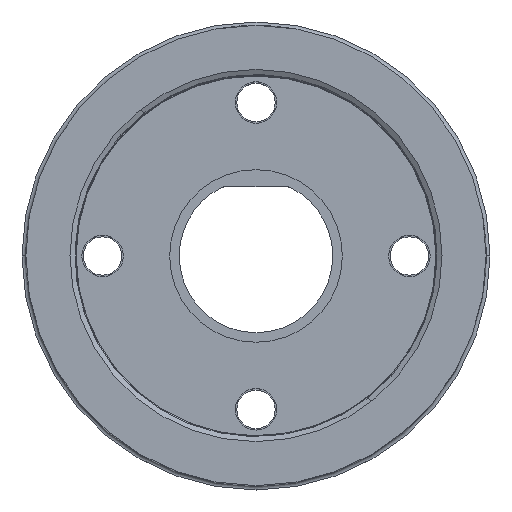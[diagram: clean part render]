
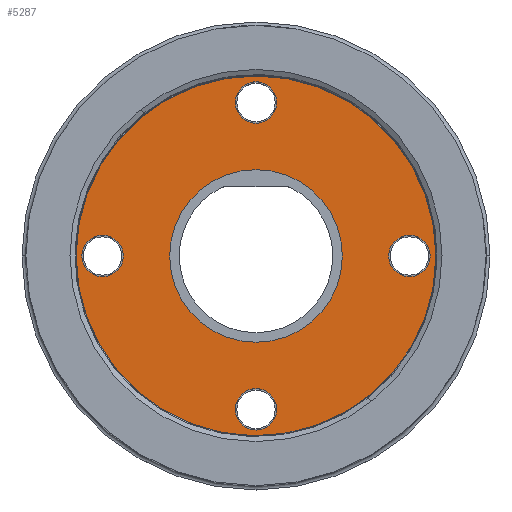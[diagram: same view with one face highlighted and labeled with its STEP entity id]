
A CAD part, top view. The second image highlights one B-rep face of the part: STEP entity #5287.
In plain terms, the highlighted planar face has unit normal (0, 0, 1).
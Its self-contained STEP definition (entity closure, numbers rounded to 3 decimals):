
#38 = DIRECTION ( 'NONE',  ( 0., 0., -1. ) ) ;
#104 = EDGE_CURVE ( 'NONE', #11172, #15305, #9668, .T. ) ;
#307 = EDGE_LOOP ( 'NONE', ( #1580, #3331 ) ) ;
#987 = CARTESIAN_POINT ( 'NONE',  ( -25.5, 0., 3. ) ) ;
#1029 = EDGE_CURVE ( 'NONE', #1395, #17604, #15496, .T. ) ;
#1336 = AXIS2_PLACEMENT_3D ( 'NONE', #5582, #15989, #18880 ) ;
#1395 = VERTEX_POINT ( 'NONE', #11636 ) ;
#1468 = CARTESIAN_POINT ( 'NONE',  ( 22.7, 0., 3. ) ) ;
#1492 = ORIENTED_EDGE ( 'NONE', *, *, #2495, .T. ) ;
#1556 = VERTEX_POINT ( 'NONE', #10311 ) ;
#1580 = ORIENTED_EDGE ( 'NONE', *, *, #5130, .T. ) ;
#1655 = DIRECTION ( 'NONE',  ( 1., 0., 0. ) ) ;
#1874 = CIRCLE ( 'NONE', #4505, 2.7 ) ;
#1926 = DIRECTION ( 'NONE',  ( 0., 0., 1. ) ) ;
#2070 = FACE_OUTER_BOUND ( 'NONE', #6807, .T. ) ;
#2090 = VERTEX_POINT ( 'NONE', #14574 ) ;
#2328 = AXIS2_PLACEMENT_3D ( 'NONE', #15668, #6615, #6743 ) ;
#2495 = EDGE_CURVE ( 'NONE', #15305, #11172, #8491, .T. ) ;
#2767 = ORIENTED_EDGE ( 'NONE', *, *, #5558, .T. ) ;
#2820 = CARTESIAN_POINT ( 'NONE',  ( 2.7, -20., 3. ) ) ;
#2977 = EDGE_LOOP ( 'NONE', ( #3046, #10273 ) ) ;
#3046 = ORIENTED_EDGE ( 'NONE', *, *, #6634, .T. ) ;
#3211 = FACE_BOUND ( 'NONE', #11821, .T. ) ;
#3315 = ORIENTED_EDGE ( 'NONE', *, *, #4211, .T. ) ;
#3321 = CARTESIAN_POINT ( 'NONE',  ( -2.7, -20., 3. ) ) ;
#3331 = ORIENTED_EDGE ( 'NONE', *, *, #12377, .T. ) ;
#3440 = DIRECTION ( 'NONE',  ( 0., 0., 1. ) ) ;
#3909 = CARTESIAN_POINT ( 'NONE',  ( 0., 20., 3. ) ) ;
#3925 = CIRCLE ( 'NONE', #6691, 2.7 ) ;
#4211 = EDGE_CURVE ( 'NONE', #9503, #9313, #1874, .T. ) ;
#4311 = EDGE_LOOP ( 'NONE', ( #2767, #15000 ) ) ;
#4505 = AXIS2_PLACEMENT_3D ( 'NONE', #14405, #6963, #9931 ) ;
#4655 = CARTESIAN_POINT ( 'NONE',  ( 0., 20., 3. ) ) ;
#5061 = CARTESIAN_POINT ( 'NONE',  ( 0., 0., 3. ) ) ;
#5130 = EDGE_CURVE ( 'NONE', #7473, #8346, #18361, .T. ) ;
#5264 = ORIENTED_EDGE ( 'NONE', *, *, #1029, .F. ) ;
#5287 = ADVANCED_FACE ( 'NONE', ( #16283, #2070, #3211, #16952, #17882, #10901 ), #8504, .T. ) ;
#5305 = EDGE_LOOP ( 'NONE', ( #5399, #5264 ) ) ;
#5347 = ORIENTED_EDGE ( 'NONE', *, *, #5573, .T. ) ;
#5363 = AXIS2_PLACEMENT_3D ( 'NONE', #10855, #3440, #16838 ) ;
#5399 = ORIENTED_EDGE ( 'NONE', *, *, #18087, .F. ) ;
#5558 = EDGE_CURVE ( 'NONE', #16627, #16920, #15577, .T. ) ;
#5573 = EDGE_CURVE ( 'NONE', #9313, #9503, #3925, .T. ) ;
#5582 = CARTESIAN_POINT ( 'NONE',  ( 0., 0., 3. ) ) ;
#6009 = CARTESIAN_POINT ( 'NONE',  ( 20., 0., 3. ) ) ;
#6102 = CARTESIAN_POINT ( 'NONE',  ( 25.5, 0., 3. ) ) ;
#6231 = AXIS2_PLACEMENT_3D ( 'NONE', #6009, #14939, #13370 ) ;
#6295 = DIRECTION ( 'NONE',  ( 0., 0., -1. ) ) ;
#6615 = DIRECTION ( 'NONE',  ( 0., 0., -1. ) ) ;
#6634 = EDGE_CURVE ( 'NONE', #2090, #1556, #17492, .T. ) ;
#6691 = AXIS2_PLACEMENT_3D ( 'NONE', #13511, #16484, #10799 ) ;
#6743 = DIRECTION ( 'NONE',  ( 1., 0., 0. ) ) ;
#6807 = EDGE_LOOP ( 'NONE', ( #19168, #1492 ) ) ;
#6963 = DIRECTION ( 'NONE',  ( 0., 0., -1. ) ) ;
#7081 = AXIS2_PLACEMENT_3D ( 'NONE', #7374, #11707, #8904 ) ;
#7374 = CARTESIAN_POINT ( 'NONE',  ( 0., 0., 3. ) ) ;
#7473 = VERTEX_POINT ( 'NONE', #10317 ) ;
#7564 = CARTESIAN_POINT ( 'NONE',  ( -20., 0., 3. ) ) ;
#7727 = AXIS2_PLACEMENT_3D ( 'NONE', #4655, #7980, #1655 ) ;
#7961 = CARTESIAN_POINT ( 'NONE',  ( -22.7, 0., 3. ) ) ;
#7980 = DIRECTION ( 'NONE',  ( 0., 0., -1. ) ) ;
#8298 = DIRECTION ( 'NONE',  ( 1., 0., 0. ) ) ;
#8346 = VERTEX_POINT ( 'NONE', #7961 ) ;
#8491 = CIRCLE ( 'NONE', #5363, 25.5 ) ;
#8504 = PLANE ( 'NONE',  #10040 ) ;
#8904 = DIRECTION ( 'NONE',  ( 1., 0., 0. ) ) ;
#9313 = VERTEX_POINT ( 'NONE', #3321 ) ;
#9503 = VERTEX_POINT ( 'NONE', #2820 ) ;
#9668 = CIRCLE ( 'NONE', #7081, 25.5 ) ;
#9931 = DIRECTION ( 'NONE',  ( 1., 0., 0. ) ) ;
#9979 = DIRECTION ( 'NONE',  ( 0., 0., 1. ) ) ;
#10040 = AXIS2_PLACEMENT_3D ( 'NONE', #11421, #9979, #8298 ) ;
#10273 = ORIENTED_EDGE ( 'NONE', *, *, #16698, .T. ) ;
#10311 = CARTESIAN_POINT ( 'NONE',  ( -2.7, 20., 3. ) ) ;
#10317 = CARTESIAN_POINT ( 'NONE',  ( -17.3, 0., 3. ) ) ;
#10480 = CARTESIAN_POINT ( 'NONE',  ( 20., 0., 3. ) ) ;
#10799 = DIRECTION ( 'NONE',  ( 1., 0., 0. ) ) ;
#10855 = CARTESIAN_POINT ( 'NONE',  ( 0., 0., 3. ) ) ;
#10898 = DIRECTION ( 'NONE',  ( 1., 0., 0. ) ) ;
#10901 = FACE_BOUND ( 'NONE', #2977, .T. ) ;
#10917 = AXIS2_PLACEMENT_3D ( 'NONE', #10480, #38, #17904 ) ;
#11172 = VERTEX_POINT ( 'NONE', #987 ) ;
#11421 = CARTESIAN_POINT ( 'NONE',  ( 0., 0., 3. ) ) ;
#11636 = CARTESIAN_POINT ( 'NONE',  ( 11.25, 0., 3. ) ) ;
#11707 = DIRECTION ( 'NONE',  ( 0., 0., 1. ) ) ;
#11821 = EDGE_LOOP ( 'NONE', ( #3315, #5347 ) ) ;
#11892 = CIRCLE ( 'NONE', #6231, 2.7 ) ;
#12377 = EDGE_CURVE ( 'NONE', #8346, #7473, #16800, .T. ) ;
#12922 = CARTESIAN_POINT ( 'NONE',  ( 17.3, 0., 3. ) ) ;
#13370 = DIRECTION ( 'NONE',  ( 1., 0., 0. ) ) ;
#13488 = AXIS2_PLACEMENT_3D ( 'NONE', #5061, #1926, #10898 ) ;
#13511 = CARTESIAN_POINT ( 'NONE',  ( 0., -20., 3. ) ) ;
#14150 = DIRECTION ( 'NONE',  ( 1., 0., 0. ) ) ;
#14405 = CARTESIAN_POINT ( 'NONE',  ( 0., -20., 3. ) ) ;
#14480 = AXIS2_PLACEMENT_3D ( 'NONE', #3909, #17181, #14150 ) ;
#14492 = CARTESIAN_POINT ( 'NONE',  ( -11.25, 0., 3. ) ) ;
#14574 = CARTESIAN_POINT ( 'NONE',  ( 2.7, 20., 3. ) ) ;
#14939 = DIRECTION ( 'NONE',  ( 0., 0., -1. ) ) ;
#15000 = ORIENTED_EDGE ( 'NONE', *, *, #16998, .T. ) ;
#15305 = VERTEX_POINT ( 'NONE', #6102 ) ;
#15496 = CIRCLE ( 'NONE', #1336, 11.25 ) ;
#15577 = CIRCLE ( 'NONE', #10917, 2.7 ) ;
#15668 = CARTESIAN_POINT ( 'NONE',  ( -20., 0., 3. ) ) ;
#15989 = DIRECTION ( 'NONE',  ( 0., 0., 1. ) ) ;
#16283 = FACE_BOUND ( 'NONE', #5305, .T. ) ;
#16484 = DIRECTION ( 'NONE',  ( 0., 0., -1. ) ) ;
#16575 = DIRECTION ( 'NONE',  ( 1., 0., 0. ) ) ;
#16627 = VERTEX_POINT ( 'NONE', #1468 ) ;
#16698 = EDGE_CURVE ( 'NONE', #1556, #2090, #18164, .T. ) ;
#16800 = CIRCLE ( 'NONE', #18605, 2.7 ) ;
#16838 = DIRECTION ( 'NONE',  ( 1., 0., 0. ) ) ;
#16920 = VERTEX_POINT ( 'NONE', #12922 ) ;
#16952 = FACE_BOUND ( 'NONE', #4311, .T. ) ;
#16998 = EDGE_CURVE ( 'NONE', #16920, #16627, #11892, .T. ) ;
#17181 = DIRECTION ( 'NONE',  ( 0., 0., -1. ) ) ;
#17205 = CIRCLE ( 'NONE', #13488, 11.25 ) ;
#17492 = CIRCLE ( 'NONE', #14480, 2.7 ) ;
#17604 = VERTEX_POINT ( 'NONE', #14492 ) ;
#17882 = FACE_BOUND ( 'NONE', #307, .T. ) ;
#17904 = DIRECTION ( 'NONE',  ( 1., 0., 0. ) ) ;
#18087 = EDGE_CURVE ( 'NONE', #17604, #1395, #17205, .T. ) ;
#18164 = CIRCLE ( 'NONE', #7727, 2.7 ) ;
#18361 = CIRCLE ( 'NONE', #2328, 2.7 ) ;
#18605 = AXIS2_PLACEMENT_3D ( 'NONE', #7564, #6295, #16575 ) ;
#18880 = DIRECTION ( 'NONE',  ( 1., 0., 0. ) ) ;
#19168 = ORIENTED_EDGE ( 'NONE', *, *, #104, .T. ) ;
